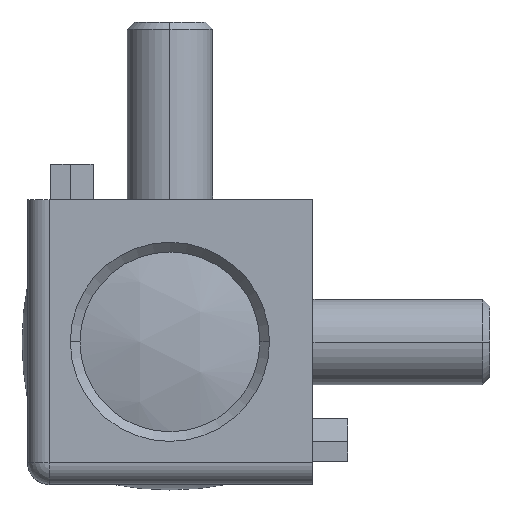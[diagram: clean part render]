
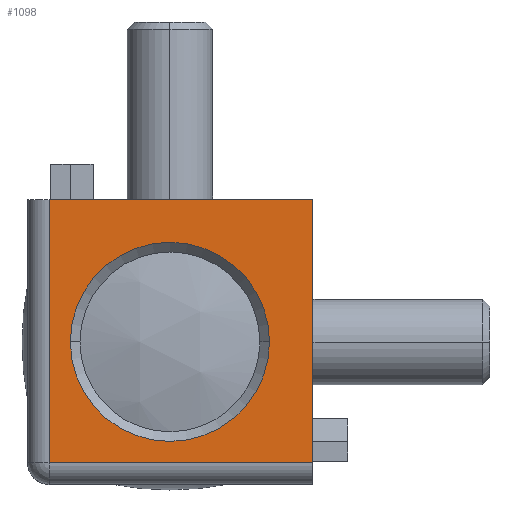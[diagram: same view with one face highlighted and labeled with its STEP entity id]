
A CAD part, top view. The second image highlights one B-rep face of the part: STEP entity #1098.
In plain terms, the highlighted planar face has unit normal (0, 0, 1).
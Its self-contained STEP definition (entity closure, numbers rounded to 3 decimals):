
#770=EDGE_CURVE('',#1868,#1226,#2077,.T.);
#804=EDGE_CURVE('',#1078,#900,#2115,.T.);
#900=VERTEX_POINT('',#2227);
#1078=VERTEX_POINT('',#2426);
#1098=ADVANCED_FACE('',(#2447,#2448),#2449,.F.);
#1226=VERTEX_POINT('',#2584);
#1366=EDGE_CURVE('',#1868,#1746,#2735,.T.);
#1434=EDGE_CURVE('',#1746,#1908,#2812,.F.);
#1746=VERTEX_POINT('',#3170);
#1816=EDGE_CURVE('',#900,#1078,#3248,.T.);
#1868=VERTEX_POINT('',#3304);
#1908=VERTEX_POINT('',#3348);
#1924=EDGE_CURVE('',#1908,#1226,#3366,.T.);
#2077=LINE('',#3576,#3577);
#2115=CIRCLE('',#3625,7.);
#2227=CARTESIAN_POINT('',(-3.,0.0,10.));
#2426=CARTESIAN_POINT('',(-17.,0.,10.0));
#2447=FACE_OUTER_BOUND('',#4101,.T.);
#2448=FACE_BOUND('',#4102,.T.);
#2449=PLANE('',#4103);
#2584=CARTESIAN_POINT('',(-18.5,10.0,10.0));
#2735=LINE('',#4592,#4593);
#2812=LINE('',#4703,#4704);
#3170=CARTESIAN_POINT('',(0.0,-8.5,10.0));
#3248=CIRCLE('',#5352,7.);
#3304=CARTESIAN_POINT('',(0.0,10.0,10.0));
#3348=CARTESIAN_POINT('',(-18.5,-8.5,10.0));
#3366=LINE('',#5534,#5535);
#3576=CARTESIAN_POINT('',(-10.0,10.0,10.0));
#3577=VECTOR('',#5659,1.0);
#3625=AXIS2_PLACEMENT_3D('',#5710,#5711,#5712);
#4101=EDGE_LOOP('',(#6107,#6108,#6109,#6110));
#4102=EDGE_LOOP('',(#6111,#6112));
#4103=AXIS2_PLACEMENT_3D('',#6113,#6114,#6115);
#4592=CARTESIAN_POINT('',(0.0,0.0,10.0));
#4593=VECTOR('',#6386,1.0);
#4703=CARTESIAN_POINT('',(-10.0,-8.5,10.0));
#4704=VECTOR('',#6472,1.0);
#5352=AXIS2_PLACEMENT_3D('',#7034,#7035,#7036);
#5534=CARTESIAN_POINT('',(-18.5,0.0,10.0));
#5535=VECTOR('',#7170,1.0);
#5659=DIRECTION('',(-1.0,-0.0,-0.0));
#5710=CARTESIAN_POINT('',(-10.0,0.0,10.0));
#5711=DIRECTION('',(0.0,0.0,1.0));
#5712=DIRECTION('',(1.0,0.0,0.0));
#6107=ORIENTED_EDGE('',*,*,#1434,.F.);
#6108=ORIENTED_EDGE('',*,*,#1366,.F.);
#6109=ORIENTED_EDGE('',*,*,#770,.T.);
#6110=ORIENTED_EDGE('',*,*,#1924,.F.);
#6111=ORIENTED_EDGE('',*,*,#1816,.F.);
#6112=ORIENTED_EDGE('',*,*,#804,.F.);
#6113=CARTESIAN_POINT('',(-10.0,0.0,10.0));
#6114=DIRECTION('',(0.0,0.0,-1.0));
#6115=DIRECTION('',(-1.0,0.0,0.0));
#6386=DIRECTION('',(-0.0,-1.0,-0.0));
#6472=DIRECTION('',(1.0,0.0,0.0));
#7034=CARTESIAN_POINT('',(-10.0,0.0,10.0));
#7035=DIRECTION('',(0.0,0.0,1.0));
#7036=DIRECTION('',(1.0,0.0,0.0));
#7170=DIRECTION('',(0.0,1.0,0.0));
